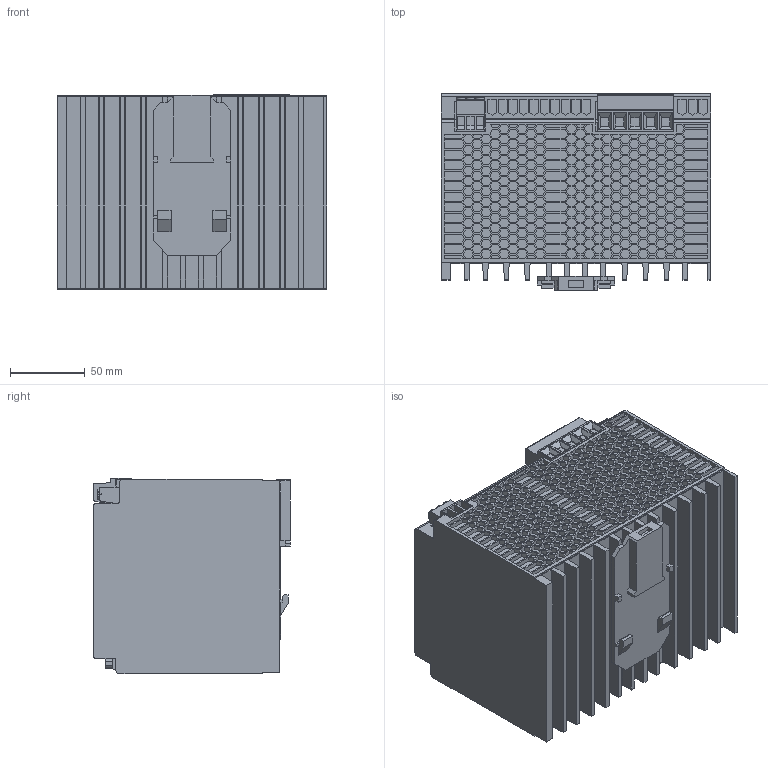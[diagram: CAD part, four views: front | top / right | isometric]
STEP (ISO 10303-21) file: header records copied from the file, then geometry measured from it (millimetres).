
FILE_DESCRIPTION(('SolidDesigner STEP Export'),'2;1');
FILE_NAME('2866695_QUINT_PS_1AC_48DC_20-select.stp','2011-01-26T11:59:28',(''),(''),'CoCreate Modeling STEP processor for AP214 (Solid Model)','CoCreate Modeling 16.00A 16-Aug-2008 (C) Parametric Technology GmbH','');
FILE_SCHEMA(('AUTOMOTIVE_DESIGN { 1 0 10303 214 1 1 1 1 }'));
Products named in the file (2): 2866695_QUINT_PS_1AC_48DC_20-select
Assembly tree (1 placements, depth 2):
  2866695_QUINT_PS_1AC_48DC_20-select
    2866695_QUINT_PS_1AC_48DC_20-select
Bounding box: 180 x 131.6 x 130.62 mm (x, y, z)
Volume: 2601117.7 mm3; surface area: 216846.3 mm2
Topology: 1 solids, 1 shells, 5063 faces, 13030 edges, 8673 vertices
Faces by surface type: plane 4972, cylinder 91
Entity records: 152937 total; most frequent: CARTESIAN_POINT 26741, ORIENTED_EDGE 26064, DIRECTION 23168, EDGE_CURVE 13032, VECTOR 12798, LINE 12798, VERTEX_POINT 8673, EDGE_LOOP 5783
